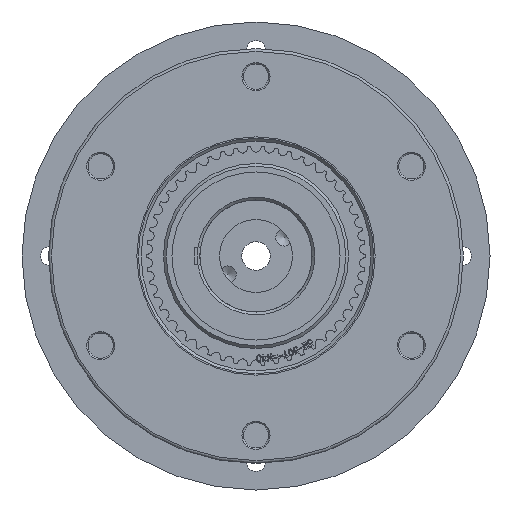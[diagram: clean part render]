
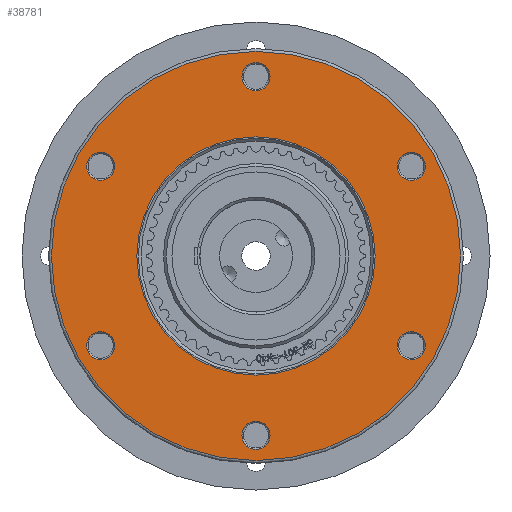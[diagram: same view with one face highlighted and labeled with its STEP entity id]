
A CAD part, front view. The second image highlights one B-rep face of the part: STEP entity #38781.
In plain terms, the highlighted planar face has unit normal (0, -1, 0).
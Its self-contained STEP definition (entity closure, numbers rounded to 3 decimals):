
#7 = EDGE_LOOP ( 'NONE', ( #47947 ) ) ;
#610 = DIRECTION ( 'NONE',  ( 0., 1., 0. ) ) ;
#1097 = DIRECTION ( 'NONE',  ( 0., 0., 1. ) ) ;
#1935 = AXIS2_PLACEMENT_3D ( 'NONE', #2884, #5663, #6669 ) ;
#2667 = FACE_BOUND ( 'NONE', #38388, .T. ) ;
#2884 = CARTESIAN_POINT ( 'NONE',  ( 7.714, -28.154, -32. ) ) ;
#3066 = CARTESIAN_POINT ( 'NONE',  ( 7.714, -28.154, 32. ) ) ;
#3470 = CARTESIAN_POINT ( 'NONE',  ( -47.711, -28.154, 64. ) ) ;
#3990 = CARTESIAN_POINT ( 'NONE',  ( 7.714, -28.154, -27. ) ) ;
#5550 = AXIS2_PLACEMENT_3D ( 'NONE', #14943, #30346, #14449 ) ;
#5663 = DIRECTION ( 'NONE',  ( 0., 1., 0. ) ) ;
#6669 = DIRECTION ( 'NONE',  ( 0., 0., 1. ) ) ;
#9676 = AXIS2_PLACEMENT_3D ( 'NONE', #36728, #48816, #14022 ) ;
#9988 = FACE_BOUND ( 'NONE', #22063, .T. ) ;
#10472 = FACE_OUTER_BOUND ( 'NONE', #11616, .T. ) ;
#10485 = ORIENTED_EDGE ( 'NONE', *, *, #43564, .T. ) ;
#10498 = ORIENTED_EDGE ( 'NONE', *, *, #12467, .T. ) ;
#11616 = EDGE_LOOP ( 'NONE', ( #12542 ) ) ;
#12135 = DIRECTION ( 'NONE',  ( 0., -1., 0. ) ) ;
#12467 = EDGE_CURVE ( 'NONE', #26816, #26816, #27590, .T. ) ;
#12542 = ORIENTED_EDGE ( 'NONE', *, *, #26046, .T. ) ;
#13277 = FACE_BOUND ( 'NONE', #31232, .T. ) ;
#13631 = CIRCLE ( 'NONE', #5550, 5. ) ;
#14022 = DIRECTION ( 'NONE',  ( 1., 0., 0. ) ) ;
#14344 = CARTESIAN_POINT ( 'NONE',  ( -103.137, -28.154, -27. ) ) ;
#14449 = DIRECTION ( 'NONE',  ( 0., 0., 1. ) ) ;
#14475 = ORIENTED_EDGE ( 'NONE', *, *, #47015, .T. ) ;
#14742 = EDGE_CURVE ( 'NONE', #15965, #15965, #43959, .T. ) ;
#14943 = CARTESIAN_POINT ( 'NONE',  ( -47.711, -28.154, -64. ) ) ;
#15336 = CARTESIAN_POINT ( 'NONE',  ( -103.137, -28.154, 37. ) ) ;
#15472 = ORIENTED_EDGE ( 'NONE', *, *, #28355, .T. ) ;
#15718 = VERTEX_POINT ( 'NONE', #47896 ) ;
#15965 = VERTEX_POINT ( 'NONE', #44124 ) ;
#16740 = EDGE_LOOP ( 'NONE', ( #36815 ) ) ;
#18325 = VERTEX_POINT ( 'NONE', #14344 ) ;
#18407 = DIRECTION ( 'NONE',  ( 0., 1., 0. ) ) ;
#18584 = CARTESIAN_POINT ( 'NONE',  ( -47.711, -28.154, 73. ) ) ;
#18669 = CIRCLE ( 'NONE', #19494, 5. ) ;
#18694 = AXIS2_PLACEMENT_3D ( 'NONE', #33696, #48544, #37445 ) ;
#19405 = DIRECTION ( 'NONE',  ( 0., 0., 1. ) ) ;
#19494 = AXIS2_PLACEMENT_3D ( 'NONE', #3470, #25906, #26920 ) ;
#21491 = EDGE_CURVE ( 'NONE', #15718, #15718, #18669, .T. ) ;
#22063 = EDGE_LOOP ( 'NONE', ( #10498 ) ) ;
#22173 = AXIS2_PLACEMENT_3D ( 'NONE', #38723, #610, #1097 ) ;
#22615 = VERTEX_POINT ( 'NONE', #39068 ) ;
#25329 = FACE_BOUND ( 'NONE', #7, .T. ) ;
#25906 = DIRECTION ( 'NONE',  ( 0., 1., 0. ) ) ;
#26046 = EDGE_CURVE ( 'NONE', #41073, #41073, #29931, .T. ) ;
#26237 = EDGE_LOOP ( 'NONE', ( #40711 ) ) ;
#26816 = VERTEX_POINT ( 'NONE', #33672 ) ;
#26920 = DIRECTION ( 'NONE',  ( 0., 0., 1. ) ) ;
#26934 = DIRECTION ( 'NONE',  ( 0., 1., 0. ) ) ;
#27590 = CIRCLE ( 'NONE', #41257, 5. ) ;
#27703 = DIRECTION ( 'NONE',  ( 0., 0., 1. ) ) ;
#27921 = EDGE_LOOP ( 'NONE', ( #15472 ) ) ;
#28355 = EDGE_CURVE ( 'NONE', #18325, #18325, #38917, .T. ) ;
#28970 = CIRCLE ( 'NONE', #32249, 5. ) ;
#29931 = CIRCLE ( 'NONE', #42007, 73. ) ;
#30346 = DIRECTION ( 'NONE',  ( 0., 1., 0. ) ) ;
#30772 = CARTESIAN_POINT ( 'NONE',  ( -103.137, -28.154, 32. ) ) ;
#31232 = EDGE_LOOP ( 'NONE', ( #10485 ) ) ;
#32249 = AXIS2_PLACEMENT_3D ( 'NONE', #30772, #26934, #27703 ) ;
#33212 = FACE_BOUND ( 'NONE', #27921, .T. ) ;
#33461 = FACE_BOUND ( 'NONE', #16740, .T. ) ;
#33672 = CARTESIAN_POINT ( 'NONE',  ( 7.714, -28.154, 37. ) ) ;
#33696 = CARTESIAN_POINT ( 'NONE',  ( -103.137, -28.154, -32. ) ) ;
#33888 = DIRECTION ( 'NONE',  ( 0., 0., 1. ) ) ;
#36485 = FACE_BOUND ( 'NONE', #26237, .T. ) ;
#36728 = CARTESIAN_POINT ( 'NONE',  ( -121.711, -28.154, 0. ) ) ;
#36815 = ORIENTED_EDGE ( 'NONE', *, *, #14742, .T. ) ;
#36969 = PLANE ( 'NONE',  #9676 ) ;
#37445 = DIRECTION ( 'NONE',  ( 0., 0., 1. ) ) ;
#38209 = EDGE_CURVE ( 'NONE', #22615, #22615, #13631, .T. ) ;
#38388 = EDGE_LOOP ( 'NONE', ( #14475 ) ) ;
#38723 = CARTESIAN_POINT ( 'NONE',  ( -47.711, -28.154, 0. ) ) ;
#38781 = ADVANCED_FACE ( 'NONE', ( #33461, #25329, #9988, #13277, #33212, #36485, #2667, #10472 ), #36969, .F. ) ;
#38816 = VERTEX_POINT ( 'NONE', #3990 ) ;
#38858 = CARTESIAN_POINT ( 'NONE',  ( -47.711, -28.154, 0. ) ) ;
#38917 = CIRCLE ( 'NONE', #18694, 5. ) ;
#39068 = CARTESIAN_POINT ( 'NONE',  ( -47.711, -28.154, -59. ) ) ;
#40711 = ORIENTED_EDGE ( 'NONE', *, *, #38209, .T. ) ;
#41073 = VERTEX_POINT ( 'NONE', #18584 ) ;
#41257 = AXIS2_PLACEMENT_3D ( 'NONE', #3066, #18407, #33888 ) ;
#42007 = AXIS2_PLACEMENT_3D ( 'NONE', #38858, #12135, #19405 ) ;
#42589 = VERTEX_POINT ( 'NONE', #15336 ) ;
#43564 = EDGE_CURVE ( 'NONE', #42589, #42589, #28970, .T. ) ;
#43959 = CIRCLE ( 'NONE', #22173, 38.5 ) ;
#44124 = CARTESIAN_POINT ( 'NONE',  ( -47.711, -28.154, 38.5 ) ) ;
#45433 = CIRCLE ( 'NONE', #1935, 5. ) ;
#47015 = EDGE_CURVE ( 'NONE', #38816, #38816, #45433, .T. ) ;
#47896 = CARTESIAN_POINT ( 'NONE',  ( -47.711, -28.154, 69. ) ) ;
#47947 = ORIENTED_EDGE ( 'NONE', *, *, #21491, .T. ) ;
#48544 = DIRECTION ( 'NONE',  ( 0., 1., 0. ) ) ;
#48816 = DIRECTION ( 'NONE',  ( 0., 1., 0. ) ) ;
